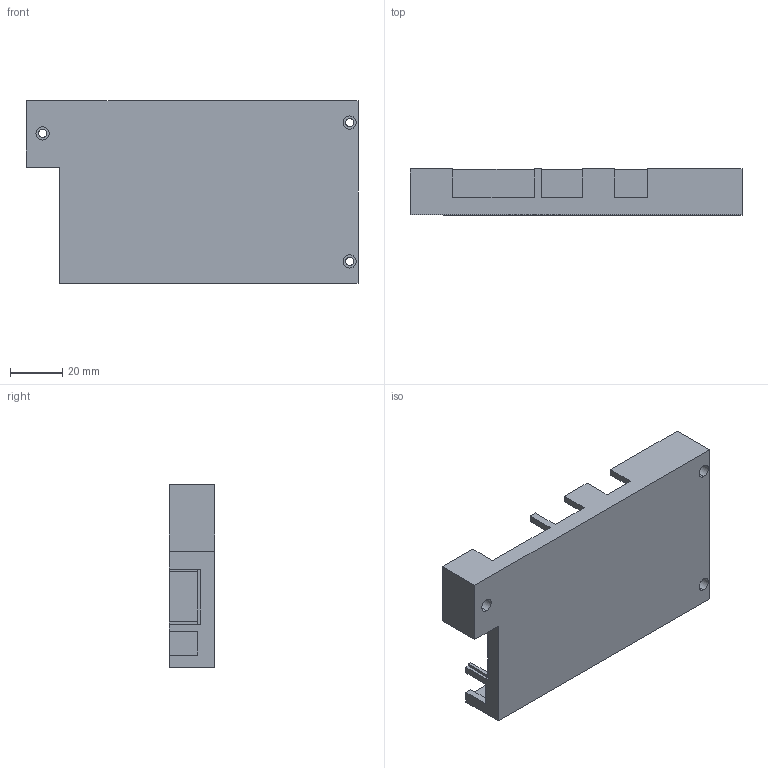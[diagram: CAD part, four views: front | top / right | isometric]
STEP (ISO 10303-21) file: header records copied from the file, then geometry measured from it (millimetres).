
FILE_DESCRIPTION (( 'STEP AP214' ), '1' );
FILE_NAME ('ShieldEnclosure_Lower.STEP', '2020-09-11T23:17:28', ( '' ), ( '' ), 'SwSTEP 2.0', 'SolidWorks 2019', '' );
FILE_SCHEMA (( 'AUTOMOTIVE_DESIGN' ));
Length unit declared in the file: inch
Products named in the file (1): ShieldEnclosure_Lower
Bounding box: 127 x 17.53 x 69.85 mm (x, y, z)
Volume: 42635.3 mm3; surface area: 27840.6 mm2
Topology: 1 solids, 1 shells, 93 faces, 235 edges, 154 vertices
Faces by surface type: plane 53, cylinder 32, cone 8
Entity records: 2889 total; most frequent: CARTESIAN_POINT 532, DIRECTION 491, ORIENTED_EDGE 470, EDGE_CURVE 235, AXIS2_PLACEMENT_3D 167, VECTOR 157, LINE 157, VERTEX_POINT 154
